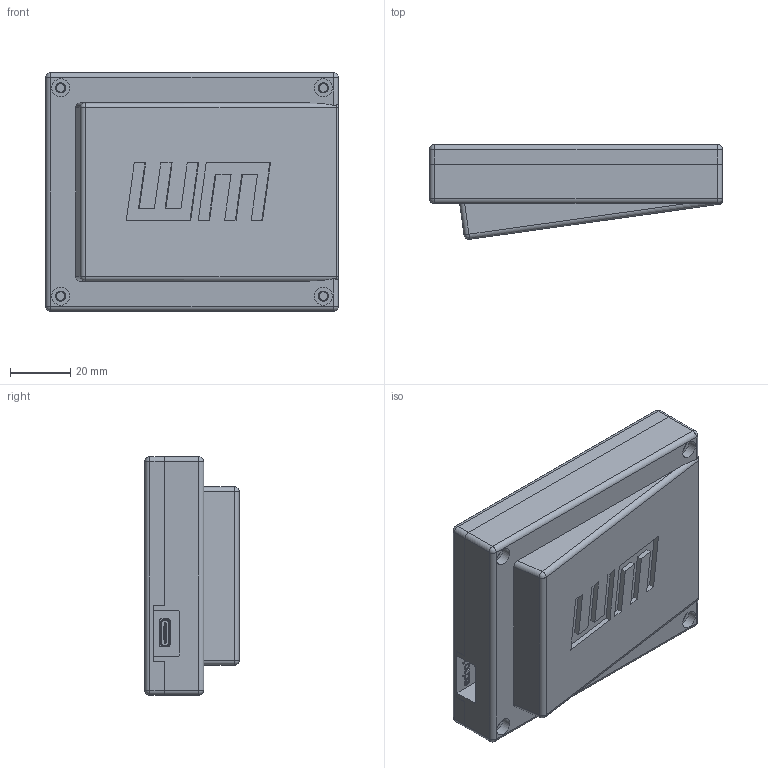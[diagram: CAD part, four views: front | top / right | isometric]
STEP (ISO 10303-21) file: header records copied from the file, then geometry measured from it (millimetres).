
FILE_DESCRIPTION(/* description */ (''),/* implementation_level */ '2;1');
FILE_NAME(/* name */ 'Echo10.stp',/* time_stamp */ '2025-06-28T13:19:37-04:00',/* author */ ('Designer'),/* organization */ (''),/* preprocessor_version */ 'ST-DEVELOPER v20',/* originating_system */ 'Autodesk Inventor 2024',/* authorisation */ '');
FILE_SCHEMA (('AUTOMOTIVE_DESIGN { 1 0 10303 214 3 1 1 }'));
Products named in the file (5): echo10; Base; Top; Echo10_1; Seeed Studio XIAO RP2040 v26
Assembly tree (4 placements, depth 2):
  echo10
    Base
    Top
    Echo10_1
    Seeed Studio XIAO RP2040 v26
Bounding box: 97.35 x 31.4 x 79.25 mm (x, y, z)
Volume: 104695.3 mm3; surface area: 54119.9 mm2
Topology: 86 solids, 86 shells, 2117 faces, 5601 edges, 3681 vertices
Faces by surface type: plane 1442, cylinder 357, bspline 276, sphere 21, torus 15, cone 6
Full cylindrical faces by diameter (mm): 0.4 x1, 0.5 x2, 0.8 x14, 0.889 x14, 1.5 x24, 1.7 x22, 2 x1, 2.9 x4, 3.4 x4, 4 x11, 6 x4
Entity records: 67226 total; most frequent: CARTESIAN_POINT 15104, ORIENTED_EDGE 11186, DIRECTION 9506, EDGE_CURVE 5593, LINE 4304, VECTOR 4304, VERTEX_POINT 3681, AXIS2_PLACEMENT_3D 2601
